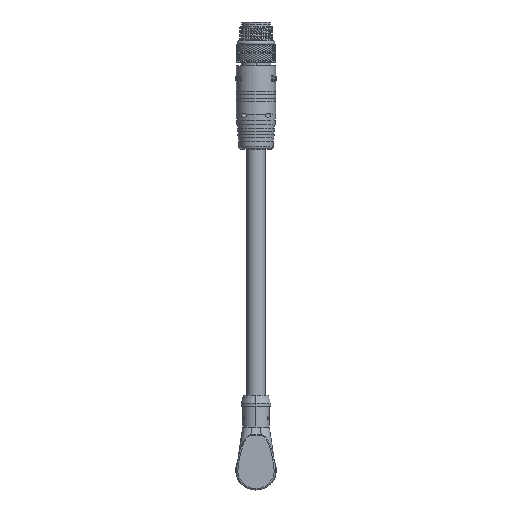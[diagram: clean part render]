
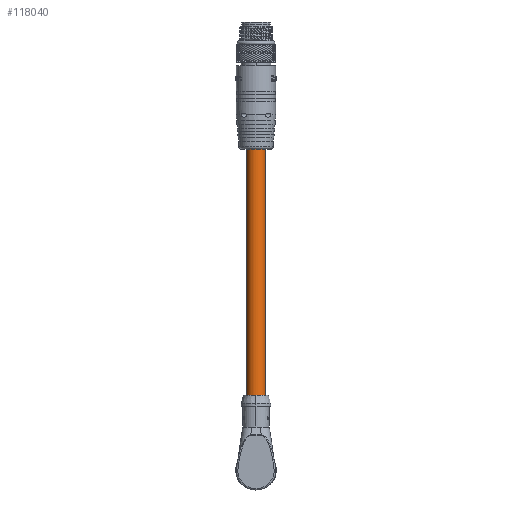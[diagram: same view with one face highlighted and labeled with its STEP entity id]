
A CAD part, front view. The second image highlights one B-rep face of the part: STEP entity #118040.
In plain terms, the highlighted cylindrical face has radius 3.375 mm (diameter 6.75 mm), a partial arc.
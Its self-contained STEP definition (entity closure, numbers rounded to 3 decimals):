
#3747 = DIRECTION ( 'NONE',  ( -1., 0., 0. ) ) ;
#4737 = DIRECTION ( 'NONE',  ( 1., 0., 0. ) ) ;
#6695 = FACE_OUTER_BOUND ( 'NONE', #127440, .T. ) ;
#11926 = CIRCLE ( 'NONE', #108560, 3.375 ) ;
#15365 = ORIENTED_EDGE ( 'NONE', *, *, #57619, .F. ) ;
#17705 = CIRCLE ( 'NONE', #83147, 3.375 ) ;
#19535 = DIRECTION ( 'NONE',  ( 1., 0., 0. ) ) ;
#24390 = LINE ( 'NONE', #46206, #47718 ) ;
#27541 = CARTESIAN_POINT ( 'NONE',  ( 65., 0., -3.375 ) ) ;
#30386 = EDGE_CURVE ( 'NONE', #111154, #55163, #130828, .T. ) ;
#31800 = DIRECTION ( 'NONE',  ( 0., 0., 1. ) ) ;
#40694 = CARTESIAN_POINT ( 'NONE',  ( 65., 0., 0. ) ) ;
#43105 = VERTEX_POINT ( 'NONE', #27541 ) ;
#43698 = CARTESIAN_POINT ( 'NONE',  ( 65., 0., 3.375 ) ) ;
#46206 = CARTESIAN_POINT ( 'NONE',  ( 65., 0., -3.375 ) ) ;
#47718 = VECTOR ( 'NONE', #3747, 1000. ) ;
#55163 = VERTEX_POINT ( 'NONE', #106117 ) ;
#56814 = DIRECTION ( 'NONE',  ( -1., 0., 0. ) ) ;
#57619 = EDGE_CURVE ( 'NONE', #43105, #68041, #24390, .T. ) ;
#62525 = DIRECTION ( 'NONE',  ( 0., 0., -1. ) ) ;
#68041 = VERTEX_POINT ( 'NONE', #111391 ) ;
#71759 = CYLINDRICAL_SURFACE ( 'NONE', #100301, 3.375 ) ;
#73388 = EDGE_CURVE ( 'NONE', #55163, #68041, #17705, .T. ) ;
#74014 = VECTOR ( 'NONE', #56814, 1000. ) ;
#74378 = ORIENTED_EDGE ( 'NONE', *, *, #135695, .F. ) ;
#81644 = ORIENTED_EDGE ( 'NONE', *, *, #30386, .T. ) ;
#83147 = AXIS2_PLACEMENT_3D ( 'NONE', #134840, #19535, #62525 ) ;
#87833 = ORIENTED_EDGE ( 'NONE', *, *, #73388, .T. ) ;
#90121 = CARTESIAN_POINT ( 'NONE',  ( 65., 0., 0. ) ) ;
#100301 = AXIS2_PLACEMENT_3D ( 'NONE', #40694, #126597, #31800 ) ;
#106117 = CARTESIAN_POINT ( 'NONE',  ( -65., 0., 3.375 ) ) ;
#108560 = AXIS2_PLACEMENT_3D ( 'NONE', #90121, #4737, #110758 ) ;
#109149 = CARTESIAN_POINT ( 'NONE',  ( 65., 0., 3.375 ) ) ;
#110758 = DIRECTION ( 'NONE',  ( 0., 0., -1. ) ) ;
#111154 = VERTEX_POINT ( 'NONE', #43698 ) ;
#111391 = CARTESIAN_POINT ( 'NONE',  ( -65., 0., -3.375 ) ) ;
#118040 = ADVANCED_FACE ( 'NONE', ( #6695 ), #71759, .T. ) ;
#126597 = DIRECTION ( 'NONE',  ( -1., 0., 0. ) ) ;
#127440 = EDGE_LOOP ( 'NONE', ( #15365, #74378, #81644, #87833 ) ) ;
#130828 = LINE ( 'NONE', #109149, #74014 ) ;
#134840 = CARTESIAN_POINT ( 'NONE',  ( -65., 0., 0. ) ) ;
#135695 = EDGE_CURVE ( 'NONE', #111154, #43105, #11926, .T. ) ;
